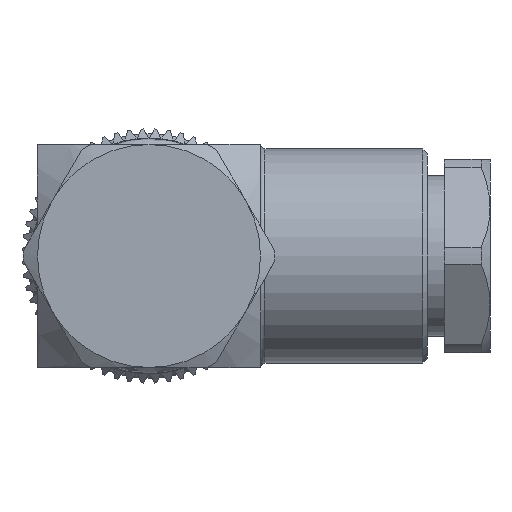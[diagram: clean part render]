
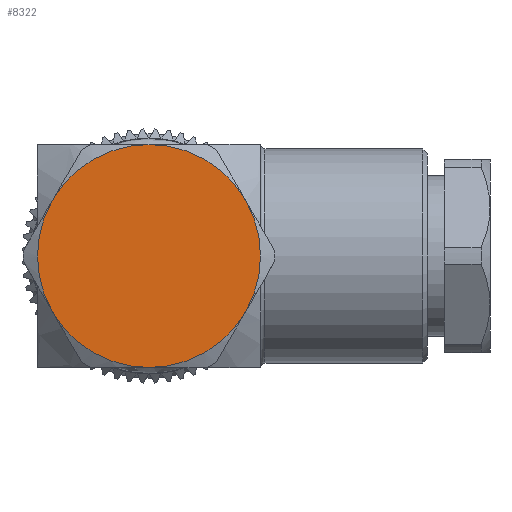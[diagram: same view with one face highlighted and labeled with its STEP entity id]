
A CAD part, front view. The second image highlights one B-rep face of the part: STEP entity #8322.
In plain terms, the highlighted planar face has unit normal (0, -1, 0).
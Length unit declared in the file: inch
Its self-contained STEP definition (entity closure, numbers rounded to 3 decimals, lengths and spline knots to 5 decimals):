
#420 = DIRECTION ( 'NONE',  ( 0., 0., -1. ) ) ;
#528 = CARTESIAN_POINT ( 'NONE',  ( 0., -0.31, 0.25 ) ) ;
#625 = CARTESIAN_POINT ( 'NONE',  ( 0.21651, -0.31, -0.125 ) ) ;
#761 = DIRECTION ( 'NONE',  ( 0., -1., 0. ) ) ;
#1529 = CARTESIAN_POINT ( 'NONE',  ( 0., -0.31, -0.25 ) ) ;
#2234 = DIRECTION ( 'NONE',  ( 0., 0., -1. ) ) ;
#2349 = EDGE_CURVE ( 'NONE', #13258, #8929, #6932, .T. ) ;
#2877 = AXIS2_PLACEMENT_3D ( 'NONE', #11916, #12074, #420 ) ;
#2973 = DIRECTION ( 'NONE',  ( 0., 0., -1. ) ) ;
#3917 = CARTESIAN_POINT ( 'NONE',  ( 0.21651, -0.31, 0.125 ) ) ;
#4169 = AXIS2_PLACEMENT_3D ( 'NONE', #13321, #761, #2973 ) ;
#4321 = CIRCLE ( 'NONE', #2877, 0.25 ) ;
#4545 = VERTEX_POINT ( 'NONE', #9127 ) ;
#4552 = CARTESIAN_POINT ( 'NONE',  ( -0.21651, -0.31, -0.125 ) ) ;
#4556 = ORIENTED_EDGE ( 'NONE', *, *, #8021, .T. ) ;
#4922 = CARTESIAN_POINT ( 'NONE',  ( 0., -0.31, 0. ) ) ;
#5213 = AXIS2_PLACEMENT_3D ( 'NONE', #12340, #5493, #6596 ) ;
#5298 = AXIS2_PLACEMENT_3D ( 'NONE', #14165, #7242, #8405 ) ;
#5493 = DIRECTION ( 'NONE',  ( 0., -1., 0. ) ) ;
#5849 = DIRECTION ( 'NONE',  ( 0., -1., 0. ) ) ;
#6282 = CIRCLE ( 'NONE', #5298, 0.25 ) ;
#6310 = EDGE_CURVE ( 'NONE', #14626, #13258, #12802, .T. ) ;
#6596 = DIRECTION ( 'NONE',  ( 0., 0., -1. ) ) ;
#6853 = EDGE_CURVE ( 'NONE', #9438, #6906, #4321, .T. ) ;
#6906 = VERTEX_POINT ( 'NONE', #528 ) ;
#6932 = CIRCLE ( 'NONE', #7937, 0.25 ) ;
#7039 = DIRECTION ( 'NONE',  ( 0., 0., -1. ) ) ;
#7242 = DIRECTION ( 'NONE',  ( 0., -1., 0. ) ) ;
#7937 = AXIS2_PLACEMENT_3D ( 'NONE', #11698, #10487, #7039 ) ;
#8021 = EDGE_CURVE ( 'NONE', #4545, #14626, #6282, .T. ) ;
#8322 = ADVANCED_FACE ( 'NONE', ( #8954 ), #10557, .T. ) ;
#8405 = DIRECTION ( 'NONE',  ( 0., 0., -1. ) ) ;
#8929 = VERTEX_POINT ( 'NONE', #625 ) ;
#8954 = FACE_OUTER_BOUND ( 'NONE', #12220, .T. ) ;
#9034 = EDGE_CURVE ( 'NONE', #8929, #9438, #11840, .T. ) ;
#9127 = CARTESIAN_POINT ( 'NONE',  ( -0.21651, -0.31, 0.125 ) ) ;
#9438 = VERTEX_POINT ( 'NONE', #3917 ) ;
#10132 = ORIENTED_EDGE ( 'NONE', *, *, #6310, .T. ) ;
#10487 = DIRECTION ( 'NONE',  ( 0., -1., 0. ) ) ;
#10554 = ORIENTED_EDGE ( 'NONE', *, *, #11452, .T. ) ;
#10557 = PLANE ( 'NONE',  #14370 ) ;
#11452 = EDGE_CURVE ( 'NONE', #6906, #4545, #14133, .T. ) ;
#11626 = DIRECTION ( 'NONE',  ( 0., -1., 0. ) ) ;
#11698 = CARTESIAN_POINT ( 'NONE',  ( 0., -0.31, 0. ) ) ;
#11840 = CIRCLE ( 'NONE', #5213, 0.25 ) ;
#11916 = CARTESIAN_POINT ( 'NONE',  ( 0., -0.31, 0. ) ) ;
#11957 = ORIENTED_EDGE ( 'NONE', *, *, #9034, .T. ) ;
#12074 = DIRECTION ( 'NONE',  ( 0., -1., 0. ) ) ;
#12220 = EDGE_LOOP ( 'NONE', ( #10132, #12279, #11957, #13469, #10554, #4556 ) ) ;
#12279 = ORIENTED_EDGE ( 'NONE', *, *, #2349, .T. ) ;
#12340 = CARTESIAN_POINT ( 'NONE',  ( 0., -0.31, 0. ) ) ;
#12795 = DIRECTION ( 'NONE',  ( 0., 0., -1. ) ) ;
#12802 = CIRCLE ( 'NONE', #14045, 0.25 ) ;
#13258 = VERTEX_POINT ( 'NONE', #1529 ) ;
#13321 = CARTESIAN_POINT ( 'NONE',  ( 0., -0.31, 0. ) ) ;
#13469 = ORIENTED_EDGE ( 'NONE', *, *, #6853, .T. ) ;
#14045 = AXIS2_PLACEMENT_3D ( 'NONE', #14925, #5849, #2234 ) ;
#14133 = CIRCLE ( 'NONE', #4169, 0.25 ) ;
#14165 = CARTESIAN_POINT ( 'NONE',  ( 0., -0.31, 0. ) ) ;
#14370 = AXIS2_PLACEMENT_3D ( 'NONE', #4922, #11626, #12795 ) ;
#14626 = VERTEX_POINT ( 'NONE', #4552 ) ;
#14925 = CARTESIAN_POINT ( 'NONE',  ( 0., -0.31, 0. ) ) ;
